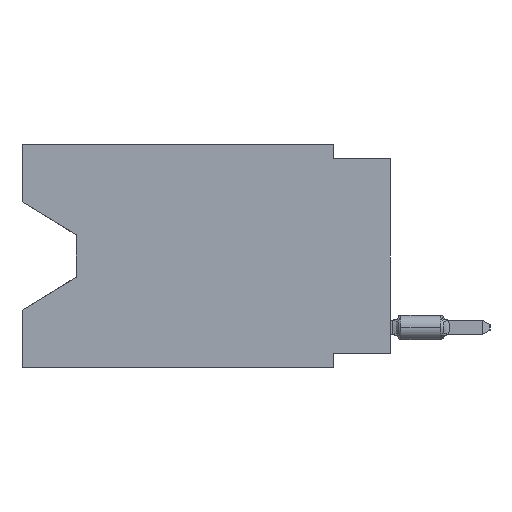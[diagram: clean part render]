
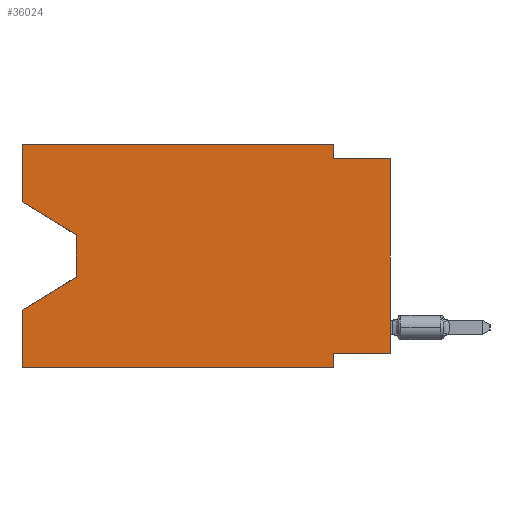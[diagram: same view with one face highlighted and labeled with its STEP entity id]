
A CAD part, left-side view. The second image highlights one B-rep face of the part: STEP entity #36024.
In plain terms, the highlighted planar face has unit normal (-1, 0, 0).
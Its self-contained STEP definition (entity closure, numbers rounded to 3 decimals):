
#1151 = VERTEX_POINT ( 'NONE', #36628 ) ;
#1809 = ORIENTED_EDGE ( 'NONE', *, *, #28132, .F. ) ;
#2623 = EDGE_CURVE ( 'NONE', #57076, #5535, #14648, .T. ) ;
#2944 = LINE ( 'NONE', #35855, #11145 ) ;
#3515 = LINE ( 'NONE', #3953, #11647 ) ;
#3953 = CARTESIAN_POINT ( 'NONE',  ( 0., 16.383, -2.546 ) ) ;
#5133 = ORIENTED_EDGE ( 'NONE', *, *, #2623, .F. ) ;
#5237 = CARTESIAN_POINT ( 'NONE',  ( 0., 13.97, -5.893 ) ) ;
#5535 = VERTEX_POINT ( 'NONE', #19953 ) ;
#7640 = CARTESIAN_POINT ( 'NONE',  ( 0., 0., -9.271 ) ) ;
#7680 = VECTOR ( 'NONE', #24046, 1000. ) ;
#7839 = VECTOR ( 'NONE', #40522, 1000. ) ;
#9452 = ORIENTED_EDGE ( 'NONE', *, *, #39657, .T. ) ;
#11145 = VECTOR ( 'NONE', #16543, 1000. ) ;
#11647 = VECTOR ( 'NONE', #82504, 1000. ) ;
#13516 = CARTESIAN_POINT ( 'NONE',  ( 0., 13.97, -4.013 ) ) ;
#14648 = LINE ( 'NONE', #33517, #7839 ) ;
#15996 = CARTESIAN_POINT ( 'NONE',  ( 0., 16.383, 0. ) ) ;
#16442 = CARTESIAN_POINT ( 'NONE',  ( 0., 13.97, -5.893 ) ) ;
#16543 = DIRECTION ( 'NONE',  ( 0., 0., 1. ) ) ;
#17297 = PLANE ( 'NONE',  #44932 ) ;
#19106 = EDGE_CURVE ( 'NONE', #70650, #23607, #76122, .T. ) ;
#19953 = CARTESIAN_POINT ( 'NONE',  ( 0., 2.54, 0. ) ) ;
#20075 = LINE ( 'NONE', #13516, #39914 ) ;
#20430 = VECTOR ( 'NONE', #65538, 1000. ) ;
#21263 = EDGE_CURVE ( 'NONE', #1151, #67724, #26502, .T. ) ;
#23607 = VERTEX_POINT ( 'NONE', #60821 ) ;
#23727 = CARTESIAN_POINT ( 'NONE',  ( 0., 13.97, -4.013 ) ) ;
#23945 = LINE ( 'NONE', #71356, #47840 ) ;
#24046 = DIRECTION ( 'NONE',  ( 0., 0., -1. ) ) ;
#25537 = ORIENTED_EDGE ( 'NONE', *, *, #38300, .T. ) ;
#26458 = EDGE_CURVE ( 'NONE', #5535, #61425, #23945, .T. ) ;
#26502 = LINE ( 'NONE', #7640, #46984 ) ;
#28132 = EDGE_CURVE ( 'NONE', #67724, #49152, #63992, .T. ) ;
#28302 = DIRECTION ( 'NONE',  ( 0., 0.855, -0.519 ) ) ;
#29609 = VERTEX_POINT ( 'NONE', #34969 ) ;
#30460 = CARTESIAN_POINT ( 'NONE',  ( 0., 16.383, 0. ) ) ;
#31725 = ORIENTED_EDGE ( 'NONE', *, *, #63293, .T. ) ;
#31854 = VERTEX_POINT ( 'NONE', #23727 ) ;
#32726 = CARTESIAN_POINT ( 'NONE',  ( 0., 16.383, 0. ) ) ;
#33517 = CARTESIAN_POINT ( 'NONE',  ( 0., 16.383, 0. ) ) ;
#34969 = CARTESIAN_POINT ( 'NONE',  ( 0., 16.383, -2.546 ) ) ;
#35552 = VECTOR ( 'NONE', #36181, 1000. ) ;
#35855 = CARTESIAN_POINT ( 'NONE',  ( 0., 16.383, 0. ) ) ;
#36024 = ADVANCED_FACE ( 'NONE', ( #84013 ), #17297, .F. ) ;
#36181 = DIRECTION ( 'NONE',  ( 0., 0., 1. ) ) ;
#36628 = CARTESIAN_POINT ( 'NONE',  ( 0., 0., -9.271 ) ) ;
#37502 = ORIENTED_EDGE ( 'NONE', *, *, #19106, .F. ) ;
#37911 = LINE ( 'NONE', #70420, #20430 ) ;
#38300 = EDGE_CURVE ( 'NONE', #70650, #49152, #74525, .T. ) ;
#39657 = EDGE_CURVE ( 'NONE', #29609, #31854, #3515, .T. ) ;
#39914 = VECTOR ( 'NONE', #60454, 1000. ) ;
#40100 = DIRECTION ( 'NONE',  ( 0., 1., 0. ) ) ;
#40522 = DIRECTION ( 'NONE',  ( 0., -1., 0. ) ) ;
#41161 = CARTESIAN_POINT ( 'NONE',  ( 0., 0., -0.635 ) ) ;
#42306 = DIRECTION ( 'NONE',  ( 0., 0., 1. ) ) ;
#42742 = LINE ( 'NONE', #48893, #70723 ) ;
#43610 = DIRECTION ( 'NONE',  ( 1., 0., 0. ) ) ;
#44932 = AXIS2_PLACEMENT_3D ( 'NONE', #30460, #43610, #56349 ) ;
#46984 = VECTOR ( 'NONE', #40100, 1000. ) ;
#47840 = VECTOR ( 'NONE', #65602, 1000. ) ;
#48893 = CARTESIAN_POINT ( 'NONE',  ( 0., 0., 0. ) ) ;
#49152 = VERTEX_POINT ( 'NONE', #64478 ) ;
#49335 = LINE ( 'NONE', #16442, #63027 ) ;
#50456 = CARTESIAN_POINT ( 'NONE',  ( 0., 2.54, -0.635 ) ) ;
#50737 = CARTESIAN_POINT ( 'NONE',  ( 0., 2.54, -9.271 ) ) ;
#52426 = ORIENTED_EDGE ( 'NONE', *, *, #63913, .T. ) ;
#53841 = VERTEX_POINT ( 'NONE', #41161 ) ;
#56349 = DIRECTION ( 'NONE',  ( 0., 0., -1. ) ) ;
#56620 = VERTEX_POINT ( 'NONE', #5237 ) ;
#57076 = VERTEX_POINT ( 'NONE', #32726 ) ;
#60048 = ORIENTED_EDGE ( 'NONE', *, *, #26458, .F. ) ;
#60454 = DIRECTION ( 'NONE',  ( 0., 0., -1. ) ) ;
#60821 = CARTESIAN_POINT ( 'NONE',  ( 0., 16.383, -7.36 ) ) ;
#61425 = VERTEX_POINT ( 'NONE', #50456 ) ;
#61912 = VECTOR ( 'NONE', #73220, 1000. ) ;
#63027 = VECTOR ( 'NONE', #28302, 1000. ) ;
#63293 = EDGE_CURVE ( 'NONE', #1151, #53841, #42742, .T. ) ;
#63913 = EDGE_CURVE ( 'NONE', #31854, #56620, #20075, .T. ) ;
#63992 = LINE ( 'NONE', #84185, #7680 ) ;
#64478 = CARTESIAN_POINT ( 'NONE',  ( 0., 2.54, -9.906 ) ) ;
#64621 = EDGE_CURVE ( 'NONE', #61425, #53841, #37911, .T. ) ;
#65538 = DIRECTION ( 'NONE',  ( 0., -1., 0. ) ) ;
#65602 = DIRECTION ( 'NONE',  ( 0., 0., -1. ) ) ;
#66176 = ORIENTED_EDGE ( 'NONE', *, *, #71419, .T. ) ;
#66690 = EDGE_LOOP ( 'NONE', ( #9452, #52426, #66176, #37502, #25537, #1809, #78946, #31725, #69276, #60048, #5133, #86726 ) ) ;
#67724 = VERTEX_POINT ( 'NONE', #50737 ) ;
#69276 = ORIENTED_EDGE ( 'NONE', *, *, #64621, .F. ) ;
#70420 = CARTESIAN_POINT ( 'NONE',  ( 0., 0., -0.635 ) ) ;
#70650 = VERTEX_POINT ( 'NONE', #84220 ) ;
#70723 = VECTOR ( 'NONE', #42306, 1000. ) ;
#70950 = EDGE_CURVE ( 'NONE', #29609, #57076, #2944, .T. ) ;
#71356 = CARTESIAN_POINT ( 'NONE',  ( 0., 2.54, 0. ) ) ;
#71419 = EDGE_CURVE ( 'NONE', #56620, #23607, #49335, .T. ) ;
#73220 = DIRECTION ( 'NONE',  ( 0., -1., 0. ) ) ;
#74089 = CARTESIAN_POINT ( 'NONE',  ( 0., 16.383, -9.906 ) ) ;
#74525 = LINE ( 'NONE', #74089, #61912 ) ;
#76122 = LINE ( 'NONE', #15996, #35552 ) ;
#78946 = ORIENTED_EDGE ( 'NONE', *, *, #21263, .F. ) ;
#82504 = DIRECTION ( 'NONE',  ( 0., -0.855, -0.519 ) ) ;
#84013 = FACE_OUTER_BOUND ( 'NONE', #66690, .T. ) ;
#84185 = CARTESIAN_POINT ( 'NONE',  ( 0., 2.54, -9.906 ) ) ;
#84220 = CARTESIAN_POINT ( 'NONE',  ( 0., 16.383, -9.906 ) ) ;
#86726 = ORIENTED_EDGE ( 'NONE', *, *, #70950, .F. ) ;
